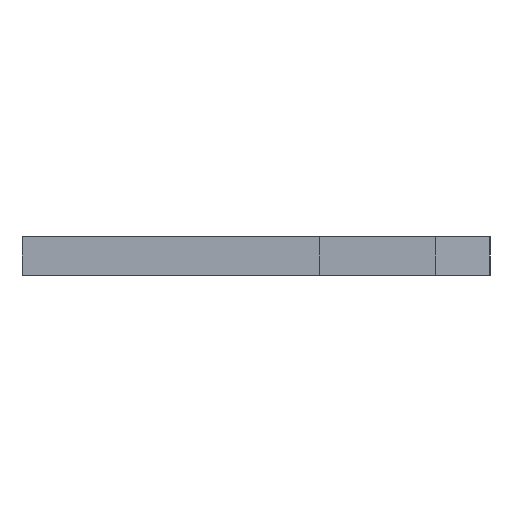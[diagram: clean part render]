
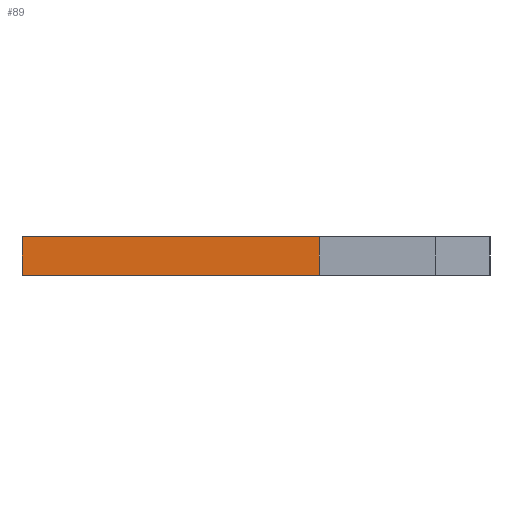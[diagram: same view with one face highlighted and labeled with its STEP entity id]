
A CAD part, front view. The second image highlights one B-rep face of the part: STEP entity #89.
In plain terms, the highlighted planar face has unit normal (0, -1, 0).
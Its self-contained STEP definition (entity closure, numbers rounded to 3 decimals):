
#13 = CARTESIAN_POINT ( 'NONE',  ( 0., 0., 4. ) ) ;
#37 = ORIENTED_EDGE ( 'NONE', *, *, #1089, .T. ) ;
#89 = ADVANCED_FACE ( 'NONE', ( #448 ), #377, .T. ) ;
#130 = VECTOR ( 'NONE', #769, 1000. ) ;
#171 = ORIENTED_EDGE ( 'NONE', *, *, #732, .T. ) ;
#175 = DIRECTION ( 'NONE',  ( 0., 0., -1. ) ) ;
#210 = CARTESIAN_POINT ( 'NONE',  ( 0., 0., 4. ) ) ;
#248 = CARTESIAN_POINT ( 'NONE',  ( 30.9, 0., 4. ) ) ;
#254 = VERTEX_POINT ( 'NONE', #853 ) ;
#255 = LINE ( 'NONE', #620, #987 ) ;
#268 = CARTESIAN_POINT ( 'NONE',  ( 0., 0., 0. ) ) ;
#282 = VERTEX_POINT ( 'NONE', #608 ) ;
#310 = EDGE_CURVE ( 'NONE', #282, #489, #415, .T. ) ;
#333 = EDGE_CURVE ( 'NONE', #254, #282, #1025, .T. ) ;
#348 = ORIENTED_EDGE ( 'NONE', *, *, #310, .F. ) ;
#368 = DIRECTION ( 'NONE',  ( 0., 0., -1. ) ) ;
#377 = PLANE ( 'NONE',  #1035 ) ;
#415 = LINE ( 'NONE', #944, #130 ) ;
#448 = FACE_OUTER_BOUND ( 'NONE', #899, .T. ) ;
#489 = VERTEX_POINT ( 'NONE', #268 ) ;
#540 = DIRECTION ( 'NONE',  ( 0., -1., 0. ) ) ;
#548 = LINE ( 'NONE', #890, #556 ) ;
#555 = VECTOR ( 'NONE', #598, 1000. ) ;
#556 = VECTOR ( 'NONE', #175, 1000. ) ;
#598 = DIRECTION ( 'NONE',  ( 0., 0., -1. ) ) ;
#608 = CARTESIAN_POINT ( 'NONE',  ( 30.9, 0., 0. ) ) ;
#617 = ORIENTED_EDGE ( 'NONE', *, *, #333, .F. ) ;
#620 = CARTESIAN_POINT ( 'NONE',  ( 0., 0., 4. ) ) ;
#732 = EDGE_CURVE ( 'NONE', #254, #919, #255, .T. ) ;
#769 = DIRECTION ( 'NONE',  ( -1., 0., 0. ) ) ;
#782 = DIRECTION ( 'NONE',  ( -1., 0., 0. ) ) ;
#853 = CARTESIAN_POINT ( 'NONE',  ( 30.9, 0., 4. ) ) ;
#890 = CARTESIAN_POINT ( 'NONE',  ( 0., 0., 4. ) ) ;
#899 = EDGE_LOOP ( 'NONE', ( #348, #617, #171, #37 ) ) ;
#919 = VERTEX_POINT ( 'NONE', #210 ) ;
#944 = CARTESIAN_POINT ( 'NONE',  ( 0., 0., 0. ) ) ;
#987 = VECTOR ( 'NONE', #782, 1000. ) ;
#1025 = LINE ( 'NONE', #248, #555 ) ;
#1035 = AXIS2_PLACEMENT_3D ( 'NONE', #13, #540, #368 ) ;
#1089 = EDGE_CURVE ( 'NONE', #919, #489, #548, .T. ) ;
